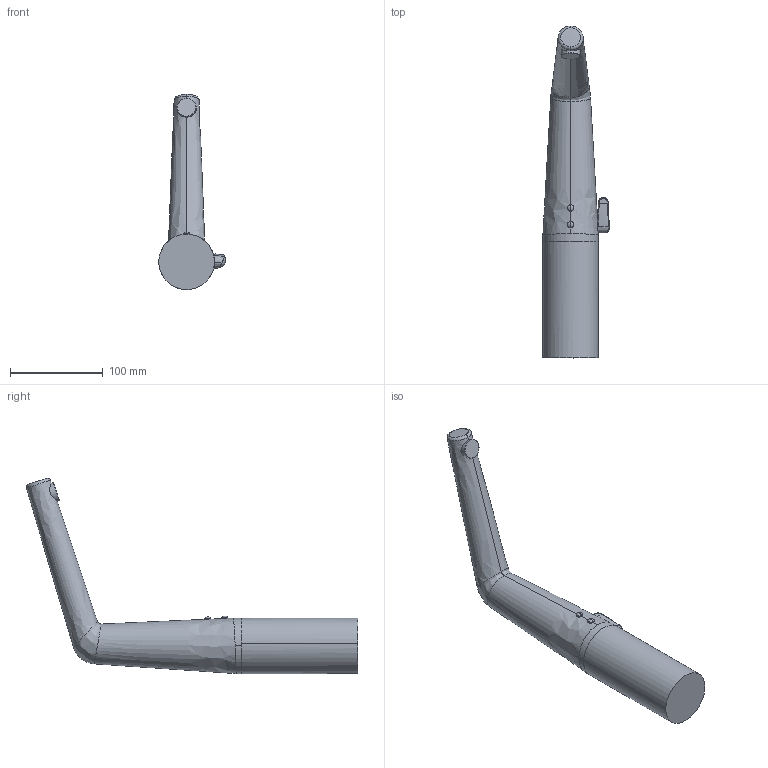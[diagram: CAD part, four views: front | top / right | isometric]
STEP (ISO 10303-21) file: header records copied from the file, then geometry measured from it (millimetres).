
FILE_DESCRIPTION (( 'STEP AP203' ), '1' );
FILE_NAME ('3017F(2017)+3017FT(2017)+51942201+51942211.STEP', '2017-06-19T09:10:18', ( '' ), ( '' ), 'SwSTEP 2.0', 'SolidWorks 2016', '' );
FILE_SCHEMA (( 'CONFIG_CONTROL_DESIGN' ));
Length unit declared in the file: millimetre
Products named in the file (1): 3017F(2017)+3017FT(2017)+51942201+51942211
Bounding box: 71.32 x 357.11 x 210.12 mm (x, y, z)
Volume: 843269.7 mm3; surface area: 72938.2 mm2
Topology: 1 solids, 1 shells, 45 faces, 128 edges, 84 vertices
Faces by surface type: bspline 27, cylinder 6, sphere 4, cone 4, torus 2, plane 2
Entity records: 8540 total; most frequent: CARTESIAN_POINT 7537, ORIENTED_EDGE 252, EDGE_CURVE 126, DIRECTION 100, B_SPLINE_CURVE_WITH_KNOTS 85, VERTEX_POINT 84, EDGE_LOOP 46, FACE_OUTER_BOUND 45
